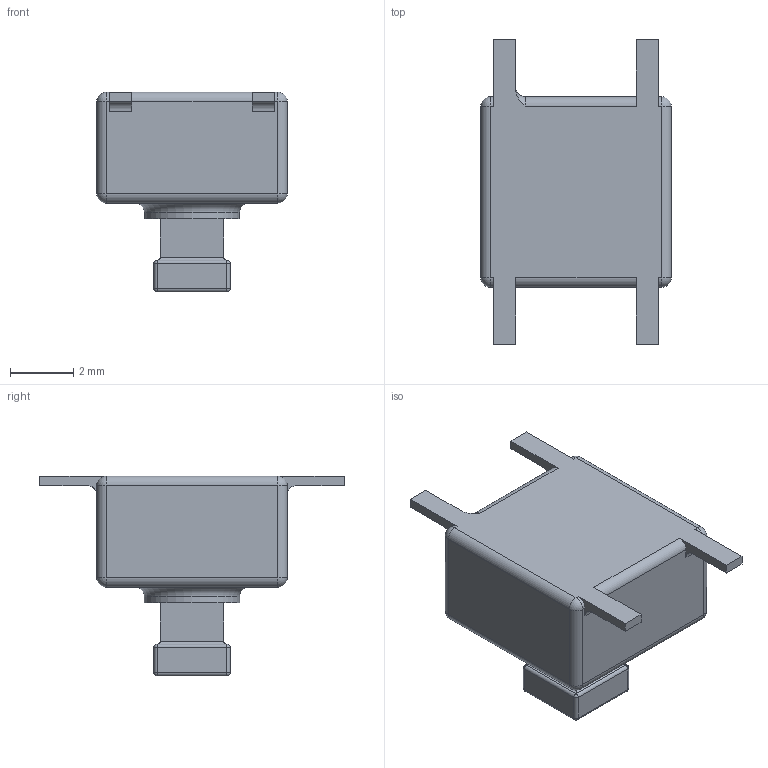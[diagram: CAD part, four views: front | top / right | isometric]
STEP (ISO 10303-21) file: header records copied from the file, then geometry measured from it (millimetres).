
FILE_DESCRIPTION(/* description */ (''),/* implementation_level */ '2;1');
FILE_NAME(/* name */ 'Switch_6x6 v1.step',/* time_stamp */ '2022-11-30T16:23:20Z',/* author */ (''),/* organization */ (''),/* preprocessor_version */ 'ST-DEVELOPER v19.2',/* originating_system */ 'Autodesk Translation Framework v11.17.0.187',/* authorisation */ '');
FILE_SCHEMA (('AUTOMOTIVE_DESIGN { 1 0 10303 214 3 1 1 }'));
Length unit declared in the file: millimetre
Products named in the file (1): Switch_6x6
Bounding box: 6 x 9.6 x 6.3 mm (x, y, z)
Volume: 141.1 mm3; surface area: 188.3 mm2
Topology: 1 solids, 1 shells, 88 faces, 192 edges, 108 vertices
Faces by surface type: cylinder 38, plane 32, sphere 16, torus 2
Full cylindrical faces by diameter (mm): 3 x1
Entity records: 2423 total; most frequent: DIRECTION 443, CARTESIAN_POINT 394, ORIENTED_EDGE 384, EDGE_CURVE 192, AXIS2_PLACEMENT_3D 163, LINE 117, VECTOR 117, VERTEX_POINT 108
